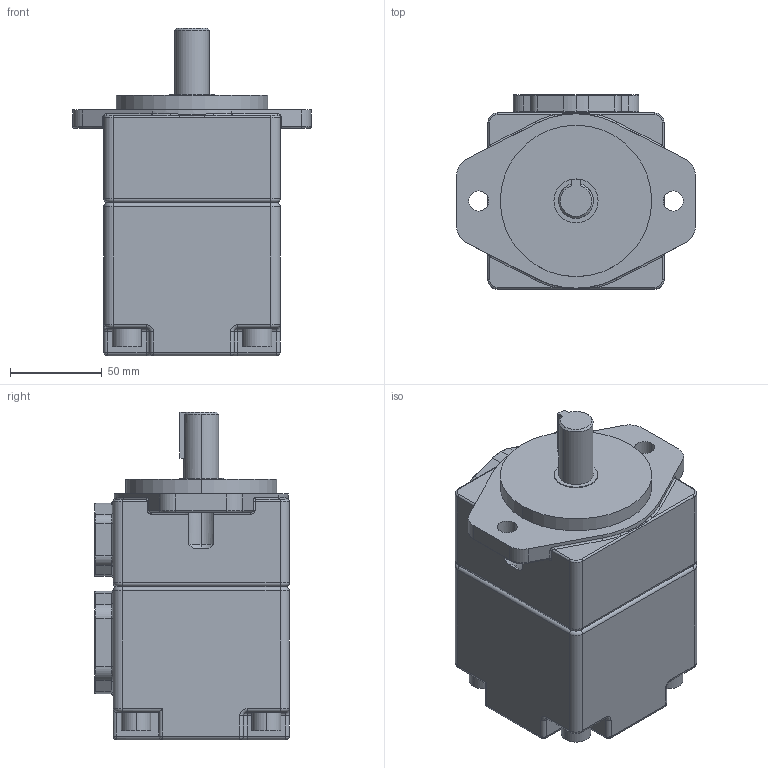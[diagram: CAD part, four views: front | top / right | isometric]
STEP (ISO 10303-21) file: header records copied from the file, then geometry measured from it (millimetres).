
FILE_DESCRIPTION (( 'STEP AP214' ), '1' );
FILE_NAME ('PV2R1_FRAA_YIL.STEP', '2022-09-15T07:05:28', ( '' ), ( '' ), 'SwSTEP 2.0', 'SolidWorks 2019', '' );
FILE_SCHEMA (( 'AUTOMOTIVE_DESIGN' ));
Length unit declared in the file: millimetre
Products named in the file (1): PV2R1_FRAA_YIL
Bounding box: 130 x 106 x 178.5 mm (x, y, z)
Volume: 1296913.6 mm3; surface area: 88143.9 mm2
Topology: 1 solids, 1 shells, 381 faces, 912 edges, 528 vertices
Faces by surface type: cylinder 166, plane 99, torus 62, cone 22, bspline 21, sphere 11
Entity records: 15249 total; most frequent: CARTESIAN_POINT 2917, DIRECTION 1962, ORIENTED_EDGE 1770, EDGE_CURVE 885, AXIS2_PLACEMENT_3D 773, VERTEX_POINT 528, VECTOR 416, LINE 416
